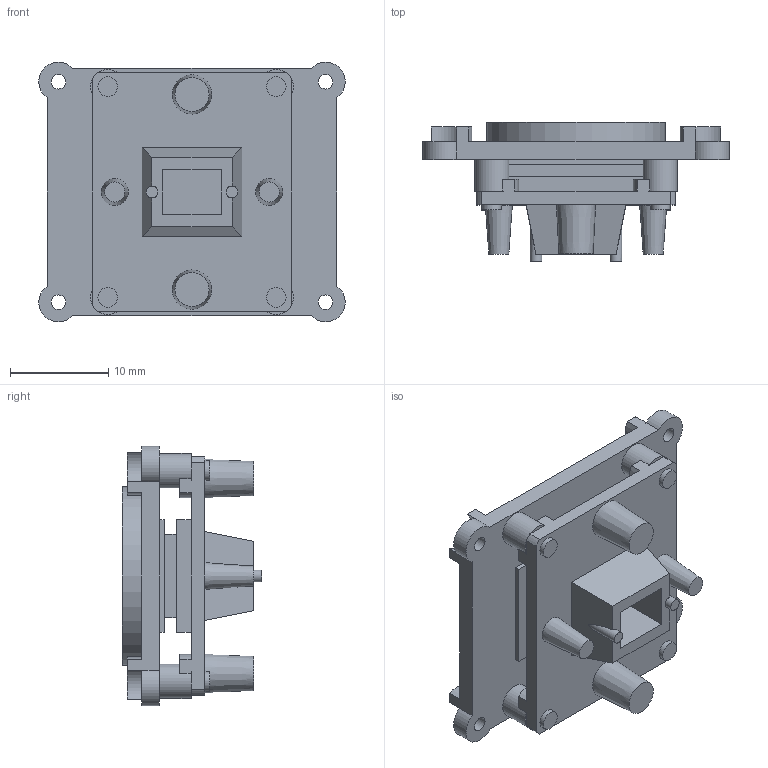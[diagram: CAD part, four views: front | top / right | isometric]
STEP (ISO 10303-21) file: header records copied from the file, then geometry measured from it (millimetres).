
FILE_DESCRIPTION(/* description */ (''),/* implementation_level */ '2;1');
FILE_NAME(/* name */ 'assembly.step',/* time_stamp */ '2021-08-25T08:12:33+00:00',/* author */ (''),/* organization */ (''),/* preprocessor_version */ 'ST-DEVELOPER v18.1',/* originating_system */ 'Autodesk Translation Framework v10.6.0.1341',/* authorisation */ '');
FILE_SCHEMA (('AUTOMOTIVE_DESIGN { 1 0 10303 214 3 1 1 }'));
Length unit declared in the file: centimetre
Products named in the file (1): Untitled
Bounding box: 31.25 x 14.25 x 26.5 mm (x, y, z)
Volume: 3249.9 mm3; surface area: 4590 mm2
Topology: 8 solids, 8 shells, 157 faces, 358 edges, 236 vertices
Faces by surface type: plane 101, cylinder 52, cone 4
Full cylindrical faces by diameter (mm): 1 x12, 1.2 x2, 1.5 x4, 2 x4, 3.5 x4, 13.25 x1, 18.25 x1
Entity records: 4531 total; most frequent: DIRECTION 790, CARTESIAN_POINT 752, ORIENTED_EDGE 716, EDGE_CURVE 358, AXIS2_PLACEMENT_3D 274, LINE 242, VECTOR 242, VERTEX_POINT 236
